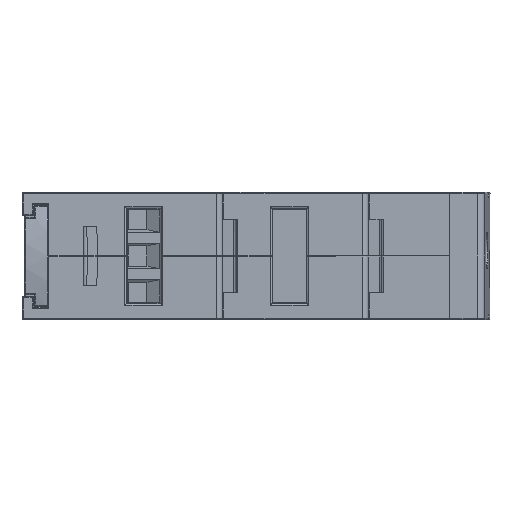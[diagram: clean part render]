
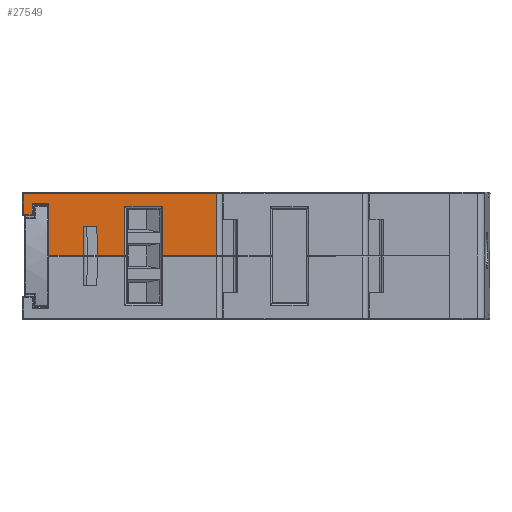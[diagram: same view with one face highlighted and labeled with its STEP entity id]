
A CAD part, front view. The second image highlights one B-rep face of the part: STEP entity #27549.
In plain terms, the highlighted planar face has unit normal (0, -1, 0).
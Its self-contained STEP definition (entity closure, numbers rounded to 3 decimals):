
#15 = EDGE_CURVE ( 'NONE', #14574, #54510, #11371, .T. ) ;
#755 = VECTOR ( 'NONE', #45577, 1000. ) ;
#1073 = CARTESIAN_POINT ( 'NONE',  ( 20.698, -58.236, 7.874 ) ) ;
#1569 = CARTESIAN_POINT ( 'NONE',  ( 11.856, -58.236, 8.025 ) ) ;
#1772 = ORIENTED_EDGE ( 'NONE', *, *, #45317, .T. ) ;
#2015 = VERTEX_POINT ( 'NONE', #59416 ) ;
#2476 = VECTOR ( 'NONE', #34858, 1000. ) ;
#3433 = VECTOR ( 'NONE', #16348, 1000. ) ;
#3648 = DIRECTION ( 'NONE',  ( -1., 0., 0. ) ) ;
#3716 = ORIENTED_EDGE ( 'NONE', *, *, #45807, .T. ) ;
#4115 = EDGE_CURVE ( 'NONE', #60516, #20087, #103164, .T. ) ;
#5992 = CARTESIAN_POINT ( 'NONE',  ( 24.572, -58.236, 6.008 ) ) ;
#6417 = CARTESIAN_POINT ( 'NONE',  ( 37.156, -58.236, 8.025 ) ) ;
#6519 = CARTESIAN_POINT ( 'NONE',  ( 10.656, -58.236, 4.975 ) ) ;
#7812 = EDGE_CURVE ( 'NONE', #10155, #86015, #79827, .T. ) ;
#8949 = CARTESIAN_POINT ( 'NONE',  ( 37.956, -58.236, -0.725 ) ) ;
#9083 = VECTOR ( 'NONE', #59576, 1000. ) ;
#9091 = DIRECTION ( 'NONE',  ( -0.009, 0., 1. ) ) ;
#9322 = CARTESIAN_POINT ( 'NONE',  ( 37.956, -58.236, 6.475 ) ) ;
#10155 = VERTEX_POINT ( 'NONE', #52239 ) ;
#11371 = LINE ( 'NONE', #18278, #91354 ) ;
#12127 = EDGE_CURVE ( 'NONE', #53506, #14574, #70138, .T. ) ;
#12352 = CARTESIAN_POINT ( 'NONE',  ( 37.156, -58.236, 7.825 ) ) ;
#13807 = ORIENTED_EDGE ( 'NONE', *, *, #27585, .F. ) ;
#14090 = LINE ( 'NONE', #1073, #56494 ) ;
#14574 = VERTEX_POINT ( 'NONE', #60372 ) ;
#14580 = CARTESIAN_POINT ( 'NONE',  ( 37.956, -58.236, 6.008 ) ) ;
#15127 = CARTESIAN_POINT ( 'NONE',  ( 37.956, -58.236, -0.725 ) ) ;
#16348 = DIRECTION ( 'NONE',  ( 1., 0., 0. ) ) ;
#17193 = ORIENTED_EDGE ( 'NONE', *, *, #54561, .F. ) ;
#18278 = CARTESIAN_POINT ( 'NONE',  ( 29.739, -58.236, 8.025 ) ) ;
#18307 = ORIENTED_EDGE ( 'NONE', *, *, #50288, .T. ) ;
#20087 = VERTEX_POINT ( 'NONE', #44902 ) ;
#20126 = VECTOR ( 'NONE', #94881, 1000. ) ;
#22064 = ORIENTED_EDGE ( 'NONE', *, *, #74919, .T. ) ;
#22672 = ORIENTED_EDGE ( 'NONE', *, *, #7812, .T. ) ;
#24122 = CARTESIAN_POINT ( 'NONE',  ( 18.838, -58.236, -0.725 ) ) ;
#25915 = LINE ( 'NONE', #59365, #44681 ) ;
#26294 = EDGE_CURVE ( 'NONE', #66971, #2015, #96968, .T. ) ;
#27357 = ORIENTED_EDGE ( 'NONE', *, *, #103425, .T. ) ;
#27549 = ADVANCED_FACE ( 'NONE', ( #87850 ), #75892, .F. ) ;
#27585 = EDGE_CURVE ( 'NONE', #98115, #53585, #55457, .T. ) ;
#28143 = VERTEX_POINT ( 'NONE', #56528 ) ;
#28299 = EDGE_CURVE ( 'NONE', #54510, #91165, #103723, .T. ) ;
#29446 = VECTOR ( 'NONE', #92401, 1000. ) ;
#30166 = DIRECTION ( 'NONE',  ( 0., 0., 1. ) ) ;
#31774 = CARTESIAN_POINT ( 'NONE',  ( 18.916, -58.236, 8.191 ) ) ;
#31847 = EDGE_LOOP ( 'NONE', ( #79012, #27357, #66580, #3716, #18307, #22672, #22064, #84015, #35181, #17193, #13807, #86227, #51314, #1772, #98218, #76236 ) ) ;
#31953 = DIRECTION ( 'NONE',  ( 0., 0., -1. ) ) ;
#32736 = CARTESIAN_POINT ( 'NONE',  ( 20.773, -58.236, -0.725 ) ) ;
#33282 = VECTOR ( 'NONE', #92773, 1000. ) ;
#34858 = DIRECTION ( 'NONE',  ( 1., 0., 0. ) ) ;
#35181 = ORIENTED_EDGE ( 'NONE', *, *, #102250, .T. ) ;
#35212 = VECTOR ( 'NONE', #74630, 1000. ) ;
#37385 = VECTOR ( 'NONE', #57855, 1000. ) ;
#39818 = DIRECTION ( 'NONE',  ( -0.009, 0., -1. ) ) ;
#41360 = LINE ( 'NONE', #6417, #45155 ) ;
#44681 = VECTOR ( 'NONE', #93903, 1000. ) ;
#44902 = CARTESIAN_POINT ( 'NONE',  ( 10.656, -58.236, 7.825 ) ) ;
#45155 = VECTOR ( 'NONE', #76977, 1000. ) ;
#45184 = LINE ( 'NONE', #31774, #96350 ) ;
#45317 = EDGE_CURVE ( 'NONE', #2015, #53506, #102624, .T. ) ;
#45577 = DIRECTION ( 'NONE',  ( 1., 0., 0. ) ) ;
#45807 = EDGE_CURVE ( 'NONE', #20087, #49285, #90583, .T. ) ;
#46013 = LINE ( 'NONE', #9322, #3433 ) ;
#47504 = CARTESIAN_POINT ( 'NONE',  ( 29.739, -58.236, -0.725 ) ) ;
#49285 = VERTEX_POINT ( 'NONE', #6519 ) ;
#50288 = EDGE_CURVE ( 'NONE', #49285, #10155, #77596, .T. ) ;
#51314 = ORIENTED_EDGE ( 'NONE', *, *, #26294, .T. ) ;
#52239 = CARTESIAN_POINT ( 'NONE',  ( 11.856, -58.236, 4.975 ) ) ;
#53506 = VERTEX_POINT ( 'NONE', #5992 ) ;
#53585 = VERTEX_POINT ( 'NONE', #102016 ) ;
#54510 = VERTEX_POINT ( 'NONE', #47504 ) ;
#54561 = EDGE_CURVE ( 'NONE', #53585, #93263, #45184, .T. ) ;
#54979 = CARTESIAN_POINT ( 'NONE',  ( 37.156, -58.236, -0.725 ) ) ;
#55457 = LINE ( 'NONE', #99317, #9083 ) ;
#56417 = CARTESIAN_POINT ( 'NONE',  ( 20.738, -58.236, 3.275 ) ) ;
#56481 = VECTOR ( 'NONE', #30166, 1000. ) ;
#56494 = VECTOR ( 'NONE', #9091, 1000. ) ;
#56528 = CARTESIAN_POINT ( 'NONE',  ( 14.156, -58.236, 6.475 ) ) ;
#57855 = DIRECTION ( 'NONE',  ( 0., 0., 1. ) ) ;
#59365 = CARTESIAN_POINT ( 'NONE',  ( 14.156, -58.236, 8.025 ) ) ;
#59416 = CARTESIAN_POINT ( 'NONE',  ( 24.572, -58.236, -0.725 ) ) ;
#59576 = DIRECTION ( 'NONE',  ( -1., 0., 0. ) ) ;
#60238 = DIRECTION ( 'NONE',  ( 0., 1., 0. ) ) ;
#60372 = CARTESIAN_POINT ( 'NONE',  ( 29.739, -58.236, 6.008 ) ) ;
#60516 = VERTEX_POINT ( 'NONE', #12352 ) ;
#62935 = LINE ( 'NONE', #69606, #95355 ) ;
#65918 = CARTESIAN_POINT ( 'NONE',  ( 37.956, -58.236, 4.975 ) ) ;
#66580 = ORIENTED_EDGE ( 'NONE', *, *, #4115, .T. ) ;
#66971 = VERTEX_POINT ( 'NONE', #32736 ) ;
#67194 = CARTESIAN_POINT ( 'NONE',  ( 37.956, -58.236, 8.025 ) ) ;
#68631 = CARTESIAN_POINT ( 'NONE',  ( 37.956, -58.236, 7.825 ) ) ;
#69606 = CARTESIAN_POINT ( 'NONE',  ( 37.956, -58.236, -0.725 ) ) ;
#70138 = LINE ( 'NONE', #14580, #20126 ) ;
#74630 = DIRECTION ( 'NONE',  ( 1., 0., 0. ) ) ;
#74651 = EDGE_CURVE ( 'NONE', #28143, #97765, #25915, .T. ) ;
#74919 = EDGE_CURVE ( 'NONE', #86015, #28143, #46013, .T. ) ;
#75892 = PLANE ( 'NONE',  #87588 ) ;
#76236 = ORIENTED_EDGE ( 'NONE', *, *, #15, .T. ) ;
#76977 = DIRECTION ( 'NONE',  ( 0., 0., 1. ) ) ;
#77596 = LINE ( 'NONE', #65918, #35212 ) ;
#77851 = CARTESIAN_POINT ( 'NONE',  ( 11.856, -58.236, 6.475 ) ) ;
#79012 = ORIENTED_EDGE ( 'NONE', *, *, #28299, .T. ) ;
#79827 = LINE ( 'NONE', #1569, #37385 ) ;
#84015 = ORIENTED_EDGE ( 'NONE', *, *, #74651, .T. ) ;
#86015 = VERTEX_POINT ( 'NONE', #77851 ) ;
#86227 = ORIENTED_EDGE ( 'NONE', *, *, #93860, .F. ) ;
#86679 = CARTESIAN_POINT ( 'NONE',  ( 24.572, -58.236, 8.025 ) ) ;
#87224 = CARTESIAN_POINT ( 'NONE',  ( 14.156, -58.236, -0.725 ) ) ;
#87588 = AXIS2_PLACEMENT_3D ( 'NONE', #67194, #60238, #3648 ) ;
#87850 = FACE_OUTER_BOUND ( 'NONE', #31847, .T. ) ;
#90583 = LINE ( 'NONE', #93116, #29446 ) ;
#91165 = VERTEX_POINT ( 'NONE', #54979 ) ;
#91354 = VECTOR ( 'NONE', #31953, 1000. ) ;
#92401 = DIRECTION ( 'NONE',  ( 0., 0., -1. ) ) ;
#92773 = DIRECTION ( 'NONE',  ( -1., 0., 0. ) ) ;
#93116 = CARTESIAN_POINT ( 'NONE',  ( 10.656, -58.236, 8.025 ) ) ;
#93263 = VERTEX_POINT ( 'NONE', #24122 ) ;
#93860 = EDGE_CURVE ( 'NONE', #66971, #98115, #14090, .T. ) ;
#93903 = DIRECTION ( 'NONE',  ( 0., 0., -1. ) ) ;
#94781 = DIRECTION ( 'NONE',  ( 1., 0., 0. ) ) ;
#94881 = DIRECTION ( 'NONE',  ( 1., 0., 0. ) ) ;
#95355 = VECTOR ( 'NONE', #94781, 1000. ) ;
#96350 = VECTOR ( 'NONE', #39818, 1000. ) ;
#96968 = LINE ( 'NONE', #15127, #755 ) ;
#97765 = VERTEX_POINT ( 'NONE', #87224 ) ;
#98115 = VERTEX_POINT ( 'NONE', #56417 ) ;
#98218 = ORIENTED_EDGE ( 'NONE', *, *, #12127, .T. ) ;
#99317 = CARTESIAN_POINT ( 'NONE',  ( 37.956, -58.236, 3.275 ) ) ;
#102016 = CARTESIAN_POINT ( 'NONE',  ( 18.873, -58.236, 3.275 ) ) ;
#102250 = EDGE_CURVE ( 'NONE', #97765, #93263, #62935, .T. ) ;
#102624 = LINE ( 'NONE', #86679, #56481 ) ;
#103164 = LINE ( 'NONE', #68631, #33282 ) ;
#103425 = EDGE_CURVE ( 'NONE', #91165, #60516, #41360, .T. ) ;
#103723 = LINE ( 'NONE', #8949, #2476 ) ;
